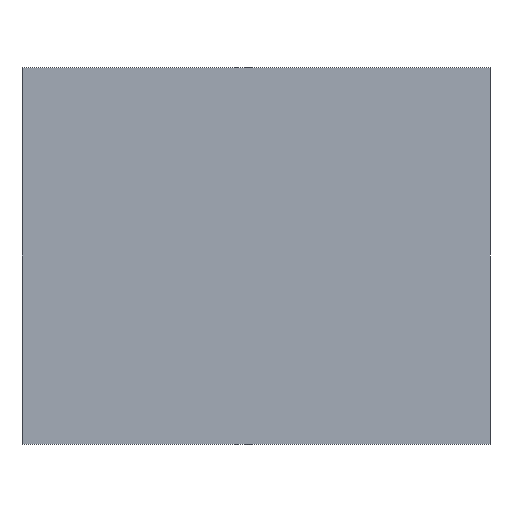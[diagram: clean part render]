
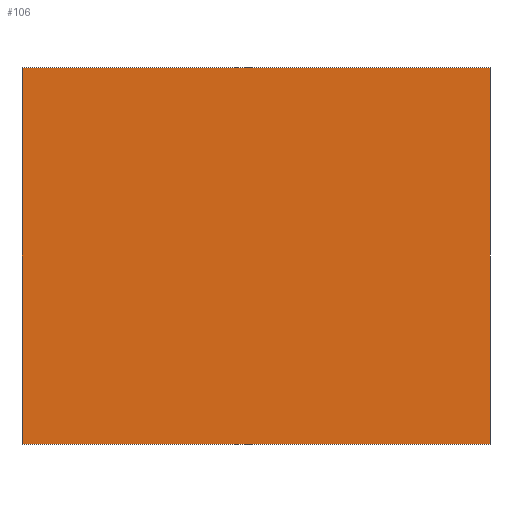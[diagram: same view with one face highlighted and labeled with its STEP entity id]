
A CAD part, front view. The second image highlights one B-rep face of the part: STEP entity #106.
In plain terms, the highlighted planar face has unit normal (0, -1, 0).
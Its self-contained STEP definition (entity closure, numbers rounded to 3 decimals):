
#20=FACE_OUTER_BOUND('',#26,.T.);
#26=EDGE_LOOP('',(#91,#92,#93,#94));
#27=LINE('',#166,#39);
#31=LINE('',#174,#43);
#34=LINE('',#180,#46);
#37=LINE('',#185,#49);
#39=VECTOR('',#140,10.);
#43=VECTOR('',#146,10.);
#46=VECTOR('',#151,10.);
#49=VECTOR('',#156,10.);
#51=VERTEX_POINT('',#164);
#52=VERTEX_POINT('',#165);
#55=VERTEX_POINT('',#173);
#57=VERTEX_POINT('',#179);
#59=EDGE_CURVE('',#51,#52,#27,.T.);
#63=EDGE_CURVE('',#55,#51,#31,.T.);
#66=EDGE_CURVE('',#57,#55,#34,.T.);
#69=EDGE_CURVE('',#52,#57,#37,.T.);
#91=ORIENTED_EDGE('',*,*,#69,.F.);
#92=ORIENTED_EDGE('',*,*,#59,.F.);
#93=ORIENTED_EDGE('',*,*,#63,.F.);
#94=ORIENTED_EDGE('',*,*,#66,.F.);
#100=PLANE('',#135);
#106=ADVANCED_FACE('',(#20),#100,.F.);
#135=AXIS2_PLACEMENT_3D('',#188,#160,#161);
#140=DIRECTION('',(0.,0.,-1.));
#146=DIRECTION('',(1.,0.,0.));
#151=DIRECTION('',(0.,0.,1.));
#156=DIRECTION('',(-1.,0.,0.));
#160=DIRECTION('center_axis',(0.,1.,0.));
#161=DIRECTION('ref_axis',(0.,0.,1.));
#164=CARTESIAN_POINT('',(0.,0.,0.));
#165=CARTESIAN_POINT('',(0.,0.,-4.5));
#166=CARTESIAN_POINT('',(0.,0.,0.));
#173=CARTESIAN_POINT('',(-5.6,0.,0.));
#174=CARTESIAN_POINT('',(-5.6,0.,0.));
#179=CARTESIAN_POINT('',(-5.6,0.,-4.5));
#180=CARTESIAN_POINT('',(-5.6,0.,-4.5));
#185=CARTESIAN_POINT('',(0.,0.,-4.5));
#188=CARTESIAN_POINT('Origin',(-2.8,0.,-2.25));
